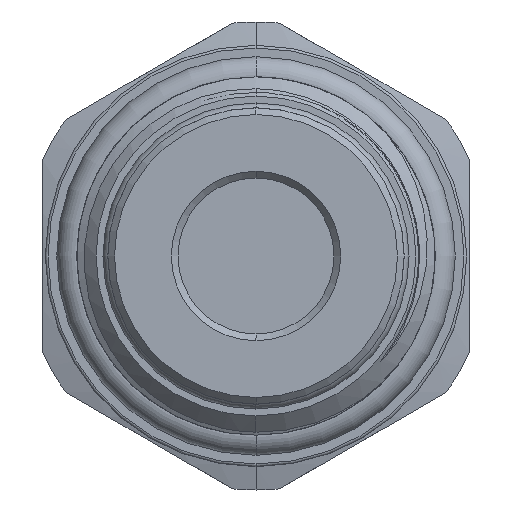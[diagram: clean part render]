
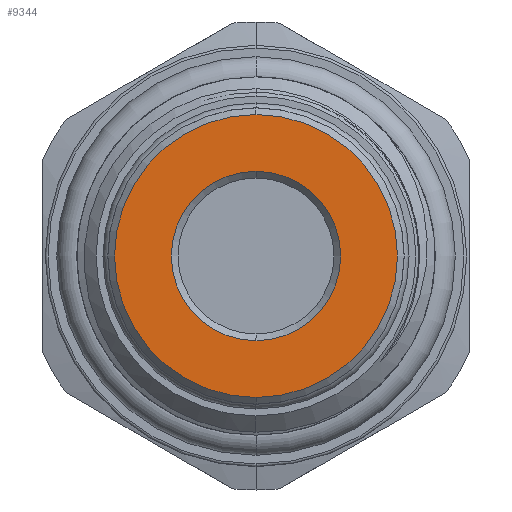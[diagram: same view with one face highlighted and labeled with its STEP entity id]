
A CAD part, left-side view. The second image highlights one B-rep face of the part: STEP entity #9344.
In plain terms, the highlighted planar face has unit normal (-1, 0, 0).
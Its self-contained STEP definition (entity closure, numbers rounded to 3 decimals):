
#1680 = FACE_BOUND ( 'NONE', #1879, .T. ) ;
#1879 = EDGE_LOOP ( 'NONE', ( #14656, #25644 ) ) ;
#2481 = EDGE_LOOP ( 'NONE', ( #38745, #21807 ) ) ;
#2901 = AXIS2_PLACEMENT_3D ( 'NONE', #26560, #36212, #8818 ) ;
#4534 = DIRECTION ( 'NONE',  ( 0., 0., 1. ) ) ;
#5293 = CARTESIAN_POINT ( 'NONE',  ( -43.8, 0., 6.35 ) ) ;
#6275 = CARTESIAN_POINT ( 'NONE',  ( -43.8, 0., 0. ) ) ;
#7273 = VERTEX_POINT ( 'NONE', #14170 ) ;
#7650 = CARTESIAN_POINT ( 'NONE',  ( -43.8, 0., 0. ) ) ;
#7998 = CIRCLE ( 'NONE', #10831, 6.35 ) ;
#8006 = EDGE_CURVE ( 'NONE', #11481, #7273, #7998, .T. ) ;
#8818 = DIRECTION ( 'NONE',  ( 0., 0., 1. ) ) ;
#9344 = ADVANCED_FACE ( 'NONE', ( #1680, #12192 ), #17452, .T. ) ;
#10532 = EDGE_CURVE ( 'NONE', #7273, #11481, #19365, .T. ) ;
#10543 = DIRECTION ( 'NONE',  ( -1., 0., 0. ) ) ;
#10831 = AXIS2_PLACEMENT_3D ( 'NONE', #6275, #30741, #36499 ) ;
#10899 = AXIS2_PLACEMENT_3D ( 'NONE', #36145, #36550, #30117 ) ;
#11481 = VERTEX_POINT ( 'NONE', #5293 ) ;
#12052 = CARTESIAN_POINT ( 'NONE',  ( -43.8, 0., -10.61 ) ) ;
#12192 = FACE_OUTER_BOUND ( 'NONE', #2481, .T. ) ;
#14170 = CARTESIAN_POINT ( 'NONE',  ( -43.8, 0., -6.35 ) ) ;
#14656 = ORIENTED_EDGE ( 'NONE', *, *, #8006, .T. ) ;
#15795 = EDGE_CURVE ( 'NONE', #35521, #31844, #34163, .T. ) ;
#17452 = PLANE ( 'NONE',  #2901 ) ;
#19365 = CIRCLE ( 'NONE', #10899, 6.35 ) ;
#21248 = AXIS2_PLACEMENT_3D ( 'NONE', #7650, #35051, #4534 ) ;
#21636 = CIRCLE ( 'NONE', #24839, 10.61 ) ;
#21807 = ORIENTED_EDGE ( 'NONE', *, *, #27151, .T. ) ;
#24839 = AXIS2_PLACEMENT_3D ( 'NONE', #32193, #10543, #35142 ) ;
#25644 = ORIENTED_EDGE ( 'NONE', *, *, #10532, .T. ) ;
#26560 = CARTESIAN_POINT ( 'NONE',  ( -43.8, 0., 0. ) ) ;
#26724 = CARTESIAN_POINT ( 'NONE',  ( -43.8, 0., 10.61 ) ) ;
#27151 = EDGE_CURVE ( 'NONE', #31844, #35521, #21636, .T. ) ;
#30117 = DIRECTION ( 'NONE',  ( 0., 0., -1. ) ) ;
#30741 = DIRECTION ( 'NONE',  ( 1., 0., 0. ) ) ;
#31844 = VERTEX_POINT ( 'NONE', #26724 ) ;
#32193 = CARTESIAN_POINT ( 'NONE',  ( -43.8, 0., 0. ) ) ;
#34163 = CIRCLE ( 'NONE', #21248, 10.61 ) ;
#35051 = DIRECTION ( 'NONE',  ( -1., 0., 0. ) ) ;
#35142 = DIRECTION ( 'NONE',  ( 0., 0., 1. ) ) ;
#35521 = VERTEX_POINT ( 'NONE', #12052 ) ;
#36145 = CARTESIAN_POINT ( 'NONE',  ( -43.8, 0., 0. ) ) ;
#36212 = DIRECTION ( 'NONE',  ( -1., 0., 0. ) ) ;
#36499 = DIRECTION ( 'NONE',  ( 0., 0., -1. ) ) ;
#36550 = DIRECTION ( 'NONE',  ( 1., 0., 0. ) ) ;
#38745 = ORIENTED_EDGE ( 'NONE', *, *, #15795, .T. ) ;
